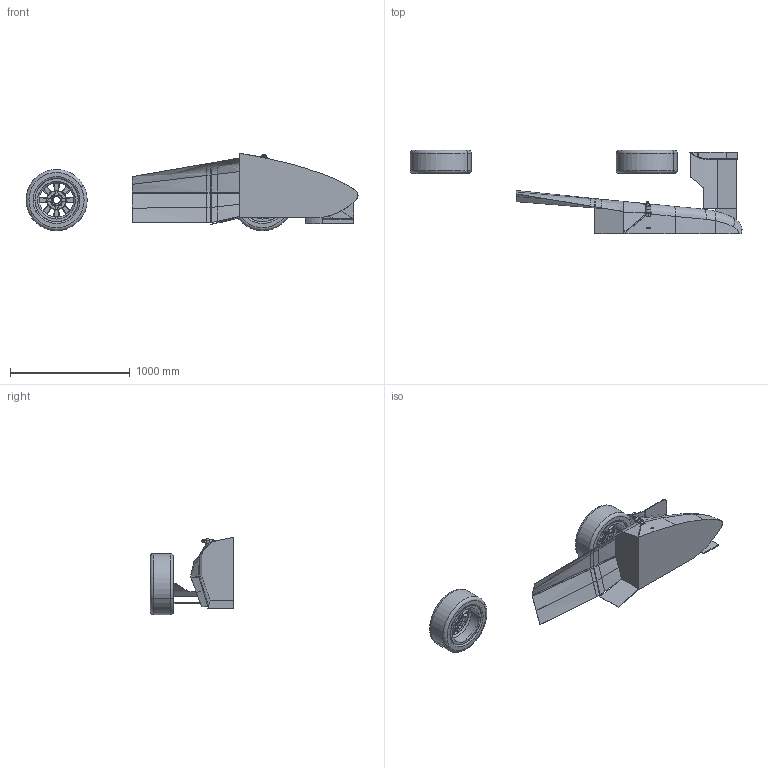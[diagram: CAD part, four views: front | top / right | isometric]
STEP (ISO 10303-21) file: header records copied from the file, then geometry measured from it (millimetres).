
FILE_DESCRIPTION(('CATIA V5 STEP Exchange'),'2;1');
FILE_NAME('2018 radiator analysis.stp','2018-02-14T16:53:20+00:00',('none'),('none'),'CATIA Version 5 Release 17 (IN-10)','CATIA V5 STEP AP203','none');
FILE_SCHEMA(('CONFIG_CONTROL_DESIGN'));
Length unit declared in the file: millimetre
Products named in the file (10): Product1; AssyTsutsui2018; Product9; Symmetry of DamperAssy 155; Symmetry of Spring; Symmetry of PHS 8EC.5; Symmetry of PHS_8ECBody; Symmetry of PHS_8ECBall; damperassy; F-wing
Assembly tree (20 placements, depth 5):
  Product1
    AssyTsutsui2018
      Product9
      #83  x2
      Symmetry of DamperAssy 155
        #13921
        Symmetry of Spring
        Symmetry of PHS 8EC.5
          Symmetry of PHS_8ECBody
          Symmetry of PHS_8ECBall
        damperassy
    #15925
    #20512
    F-wing
      #22788
      #23173
      #23845
      #24395
    #24792
    #24815
Bounding box: 2769.99 x 697 x 644.99 mm (x, y, z)
Volume: 101413010.8 mm3; surface area: 6877857.5 mm2
Topology: 11 solids, 13 shells, 930 faces, 2361 edges, 1494 vertices
Faces by surface type: cylinder 330, plane 277, torus 137, bspline 121, cone 57, extrusion 8
Entity records: 24942 total; most frequent: CARTESIAN_POINT 12380, ORIENTED_EDGE 2874, DIRECTION 1798, EDGE_CURVE 1447, VERTEX_POINT 903, AXIS2_PLACEMENT_3D 782, EDGE_LOOP 631, ADVANCED_FACE 583
